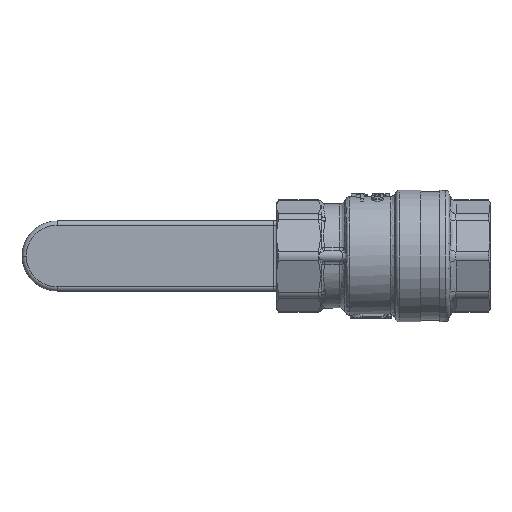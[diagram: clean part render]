
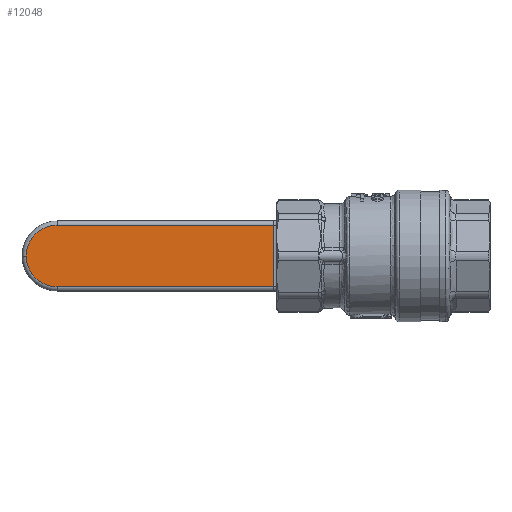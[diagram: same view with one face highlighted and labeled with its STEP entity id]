
A CAD part, front view. The second image highlights one B-rep face of the part: STEP entity #12048.
In plain terms, the highlighted planar face has unit normal (0, -1, 0).
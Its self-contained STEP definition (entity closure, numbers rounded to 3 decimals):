
#50 = AXIS2_PLACEMENT_3D ( 'NONE', #2159, #2160, #2161 ) ;
#2158 = PLANE ( 'NONE',  #50 ) ;
#2159 = CARTESIAN_POINT ( 'NONE',  ( -25.053, 36.17, -8.25 ) ) ;
#2160 = DIRECTION ( 'NONE',  ( 0., 1., 0. ) ) ;
#2161 = DIRECTION ( 'NONE',  ( 1., 0., 0. ) ) ;
#5728 = LINE ( 'NONE', #9008, #7664 ) ;
#5795 = LINE ( 'NONE', #9864, #7805 ) ;
#5850 = LINE ( 'NONE', #10365, #7930 ) ;
#7664 = VECTOR ( 'NONE', #9009, 1000. ) ;
#7733 = CIRCLE ( 'NONE', #7737, 7.25 ) ;
#7737 = AXIS2_PLACEMENT_3D ( 'NONE', #9594, #9595, #9596 ) ;
#7805 = VECTOR ( 'NONE', #9865, 1000. ) ;
#7930 = VECTOR ( 'NONE', #10366, 1000. ) ;
#7965 = CIRCLE ( 'NONE', #7971, 7.25 ) ;
#7971 = AXIS2_PLACEMENT_3D ( 'NONE', #10492, #10493, #10494 ) ;
#9008 = CARTESIAN_POINT ( 'NONE',  ( -25.882, 36.17, 8.25 ) ) ;
#9009 = DIRECTION ( 'NONE',  ( 0., 0., 1. ) ) ;
#9594 = CARTESIAN_POINT ( 'NONE',  ( -76.75, 36.17, 0. ) ) ;
#9595 = DIRECTION ( 'NONE',  ( 0., -1., 0. ) ) ;
#9596 = DIRECTION ( 'NONE',  ( 1., 0., 0. ) ) ;
#9864 = CARTESIAN_POINT ( 'NONE',  ( -25.882, 36.17, -7.25 ) ) ;
#9865 = DIRECTION ( 'NONE',  ( 1., 0., 0. ) ) ;
#10365 = CARTESIAN_POINT ( 'NONE',  ( -25.053, 36.17, 7.25 ) ) ;
#10366 = DIRECTION ( 'NONE',  ( -1., 0., 0. ) ) ;
#10492 = CARTESIAN_POINT ( 'NONE',  ( -76.75, 36.17, 0. ) ) ;
#10493 = DIRECTION ( 'NONE',  ( 0., -1., 0. ) ) ;
#10494 = DIRECTION ( 'NONE',  ( 1., 0., 0. ) ) ;
#10729 = CARTESIAN_POINT ( 'NONE',  ( -76.75, 36.17, 7.25 ) ) ;
#10732 = CARTESIAN_POINT ( 'NONE',  ( -84., 36.17, 0. ) ) ;
#10734 = CARTESIAN_POINT ( 'NONE',  ( -76.75, 36.17, -7.25 ) ) ;
#10736 = CARTESIAN_POINT ( 'NONE',  ( -25.882, 36.17, -7.25 ) ) ;
#10755 = CARTESIAN_POINT ( 'NONE',  ( -25.882, 36.17, 7.25 ) ) ;
#12048 = ADVANCED_FACE ( 'NONE', ( #18603 ), #2158, .F. ) ;
#13575 = EDGE_LOOP ( 'NONE', ( #17755, #17757, #17754, #17756, #17758 ) ) ;
#16295 = EDGE_CURVE ( 'NONE', #16977, #16996, #5728, .T. ) ;
#16369 = EDGE_CURVE ( 'NONE', #16973, #16975, #7733, .T. ) ;
#16432 = EDGE_CURVE ( 'NONE', #16975, #16977, #5795, .T. ) ;
#16547 = EDGE_CURVE ( 'NONE', #16996, #16970, #5850, .T. ) ;
#16587 = EDGE_CURVE ( 'NONE', #16970, #16973, #7965, .T. ) ;
#16970 = VERTEX_POINT ( 'NONE', #10729 ) ;
#16973 = VERTEX_POINT ( 'NONE', #10732 ) ;
#16975 = VERTEX_POINT ( 'NONE', #10734 ) ;
#16977 = VERTEX_POINT ( 'NONE', #10736 ) ;
#16996 = VERTEX_POINT ( 'NONE', #10755 ) ;
#17754 = ORIENTED_EDGE ( 'NONE', *, *, #16587, .T. ) ;
#17755 = ORIENTED_EDGE ( 'NONE', *, *, #16295, .T. ) ;
#17756 = ORIENTED_EDGE ( 'NONE', *, *, #16369, .T. ) ;
#17757 = ORIENTED_EDGE ( 'NONE', *, *, #16547, .T. ) ;
#17758 = ORIENTED_EDGE ( 'NONE', *, *, #16432, .T. ) ;
#18603 = FACE_OUTER_BOUND ( 'NONE', #13575, .T. ) ;
